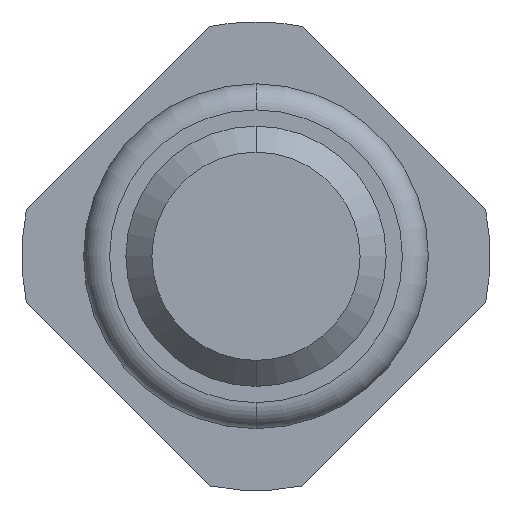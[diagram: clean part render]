
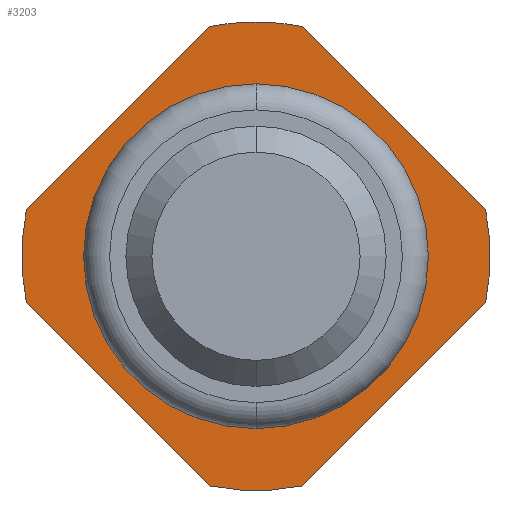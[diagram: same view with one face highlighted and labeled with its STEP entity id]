
A CAD part, front view. The second image highlights one B-rep face of the part: STEP entity #3203.
In plain terms, the highlighted planar face has unit normal (0, -1, 0).
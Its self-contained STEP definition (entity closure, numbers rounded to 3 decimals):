
#27 = VERTEX_POINT ( 'NONE', #2938 ) ;
#56 = EDGE_CURVE ( 'Defeature ausgef�hrt3_2+Defeature ausgef�hrt3_0+Defeature ausgef�hrt3_17+Defeature ausgef�hrt3_18', #352, #27, #3343, .T. ) ;
#137 = AXIS2_PLACEMENT_3D ( 'NONE', #268, #2110, #2094 ) ;
#139 = CARTESIAN_POINT ( 'NONE',  ( 0.357, -2., -1.764 ) ) ;
#156 = EDGE_CURVE ( 'Defeature ausgef�hrt3_4+Defeature ausgef�hrt3_0+Defeature ausgef�hrt3_15+Defeature ausgef�hrt3_16', #1779, #1232, #3661, .T. ) ;
#160 = DIRECTION ( 'NONE',  ( 0., 0., 1. ) ) ;
#193 = DIRECTION ( 'NONE',  ( 0., 0., 1. ) ) ;
#221 = DIRECTION ( 'NONE',  ( 0., 1., 0. ) ) ;
#247 = FACE_BOUND ( 'NONE', #1356, .T. ) ;
#268 = CARTESIAN_POINT ( 'NONE',  ( 0., -2., 0. ) ) ;
#352 = VERTEX_POINT ( 'NONE', #1653 ) ;
#362 = ORIENTED_EDGE ( 'NONE', *, *, #2944, .F. ) ;
#371 = DIRECTION ( 'NONE',  ( 0.707, 0., -0.707 ) ) ;
#448 = DIRECTION ( 'NONE',  ( 0., 0., 1. ) ) ;
#451 = PLANE ( 'NONE',  #3803 ) ;
#480 = VECTOR ( 'NONE', #3921, 1000. ) ;
#485 = EDGE_CURVE ( 'Defeature ausgef�hrt3_3+Defeature ausgef�hrt3_0+Defeature ausgef�hrt3_16+Defeature ausgef�hrt3_17', #1769, #2347, #3516, .T. ) ;
#527 = CARTESIAN_POINT ( 'NONE',  ( -0.161, -2., -1.961 ) ) ;
#633 = VECTOR ( 'NONE', #371, 1000. ) ;
#647 = EDGE_CURVE ( 'Defeature ausgef�hrt3_17+Defeature ausgef�hrt3_0+Defeature ausgef�hrt3_3+Defeature ausgef�hrt3_2', #2347, #352, #2082, .T. ) ;
#692 = AXIS2_PLACEMENT_3D ( 'NONE', #708, #1985, #2877 ) ;
#708 = CARTESIAN_POINT ( 'NONE',  ( 0., -2., 0. ) ) ;
#753 = ORIENTED_EDGE ( 'NONE', *, *, #156, .F. ) ;
#809 = DIRECTION ( 'NONE',  ( 0.707, 0., 0.707 ) ) ;
#886 = ORIENTED_EDGE ( 'NONE', *, *, #56, .F. ) ;
#899 = CARTESIAN_POINT ( 'NONE',  ( -1.764, -2., 0.357 ) ) ;
#930 = EDGE_CURVE ( 'Defeature ausgef�hrt3_2+Defeature ausgef�hrt3_0+Defeature ausgef�hrt3_17+Defeature ausgef�hrt3_18', #27, #1614, #3380, .T. ) ;
#957 = CIRCLE ( 'NONE', #2435, 1.325 ) ;
#992 = VERTEX_POINT ( 'NONE', #1331 ) ;
#1066 = DIRECTION ( 'NONE',  ( -0.707, 0., -0.707 ) ) ;
#1092 = DIRECTION ( 'NONE',  ( 0., 1., 0. ) ) ;
#1127 = EDGE_CURVE ( 'Defeature ausgef�hrt3_0+Defeature ausgef�hrt3_12+Defeature ausgef�hrt3_12+Defeature ausgef�hrt3_12', #992, #3271, #957, .T. ) ;
#1150 = DIRECTION ( 'NONE',  ( 0., 0., 1. ) ) ;
#1232 = VERTEX_POINT ( 'NONE', #1462 ) ;
#1331 = CARTESIAN_POINT ( 'NONE',  ( 0., -2., -1.325 ) ) ;
#1354 = CIRCLE ( 'NONE', #2909, 1.325 ) ;
#1356 = EDGE_LOOP ( 'NONE', ( #2582, #1784 ) ) ;
#1362 = CARTESIAN_POINT ( 'NONE',  ( 1.961, -2., -0.161 ) ) ;
#1390 = CARTESIAN_POINT ( 'NONE',  ( 0., -2., 0. ) ) ;
#1417 = VERTEX_POINT ( 'NONE', #3941 ) ;
#1462 = CARTESIAN_POINT ( 'NONE',  ( -0.357, -2., -1.764 ) ) ;
#1517 = VECTOR ( 'NONE', #1066, 1000. ) ;
#1595 = DIRECTION ( 'NONE',  ( 0., 0., 1. ) ) ;
#1610 = ORIENTED_EDGE ( 'NONE', *, *, #1894, .F. ) ;
#1614 = VERTEX_POINT ( 'NONE', #1861 ) ;
#1632 = CARTESIAN_POINT ( 'NONE',  ( 0., -2., 1.325 ) ) ;
#1642 = DIRECTION ( 'NONE',  ( 0., 1., 0. ) ) ;
#1653 = CARTESIAN_POINT ( 'NONE',  ( -0.357, -2., 1.764 ) ) ;
#1681 = DIRECTION ( 'NONE',  ( 0., 0., 1. ) ) ;
#1721 = ORIENTED_EDGE ( 'NONE', *, *, #647, .F. ) ;
#1731 = AXIS2_PLACEMENT_3D ( 'NONE', #3012, #2983, #1150 ) ;
#1769 = VERTEX_POINT ( 'NONE', #3166 ) ;
#1779 = VERTEX_POINT ( 'NONE', #139 ) ;
#1784 = ORIENTED_EDGE ( 'NONE', *, *, #1127, .T. ) ;
#1861 = CARTESIAN_POINT ( 'NONE',  ( 0.357, -2., 1.764 ) ) ;
#1894 = EDGE_CURVE ( 'Defeature ausgef�hrt3_16+Defeature ausgef�hrt3_0+Defeature ausgef�hrt3_4+Defeature ausgef�hrt3_3', #1232, #1769, #3345, .T. ) ;
#1985 = DIRECTION ( 'NONE',  ( 0., 1., 0. ) ) ;
#1999 = DIRECTION ( 'NONE',  ( 0., 1., 0. ) ) ;
#2020 = VERTEX_POINT ( 'NONE', #3037 ) ;
#2082 = LINE ( 'NONE', #3870, #3187 ) ;
#2094 = DIRECTION ( 'NONE',  ( 0., 0., 1. ) ) ;
#2110 = DIRECTION ( 'NONE',  ( 0., 1., 0. ) ) ;
#2316 = CARTESIAN_POINT ( 'NONE',  ( 0., -2., 0. ) ) ;
#2347 = VERTEX_POINT ( 'NONE', #899 ) ;
#2422 = ORIENTED_EDGE ( 'NONE', *, *, #3389, .F. ) ;
#2435 = AXIS2_PLACEMENT_3D ( 'NONE', #2316, #1999, #448 ) ;
#2489 = LINE ( 'NONE', #3451, #633 ) ;
#2582 = ORIENTED_EDGE ( 'NONE', *, *, #3908, .T. ) ;
#2651 = AXIS2_PLACEMENT_3D ( 'NONE', #3561, #221, #193 ) ;
#2711 = CIRCLE ( 'NONE', #692, 1.8 ) ;
#2877 = DIRECTION ( 'NONE',  ( 0., 0., 1. ) ) ;
#2909 = AXIS2_PLACEMENT_3D ( 'NONE', #3765, #1642, #1595 ) ;
#2926 = CARTESIAN_POINT ( 'NONE',  ( 1.8, -2., 0. ) ) ;
#2938 = CARTESIAN_POINT ( 'NONE',  ( 0., -2., 1.8 ) ) ;
#2944 = EDGE_CURVE ( 'Defeature ausgef�hrt3_1+Defeature ausgef�hrt3_0+Defeature ausgef�hrt3_18+Defeature ausgef�hrt3_15', #2020, #1417, #2711, .T. ) ;
#2983 = DIRECTION ( 'NONE',  ( 0., 1., 0. ) ) ;
#3012 = CARTESIAN_POINT ( 'NONE',  ( 0., -2., 0. ) ) ;
#3037 = CARTESIAN_POINT ( 'NONE',  ( 1.764, -2., 0.357 ) ) ;
#3166 = CARTESIAN_POINT ( 'NONE',  ( -1.764, -2., -0.357 ) ) ;
#3187 = VECTOR ( 'NONE', #809, 1000. ) ;
#3203 = ADVANCED_FACE ( 'Defeature ausgef�hrt3_0', ( #247, #3399 ), #451, .F. ) ;
#3212 = EDGE_CURVE ( 'Defeature ausgef�hrt3_15+Defeature ausgef�hrt3_0+Defeature ausgef�hrt3_1+Defeature ausgef�hrt3_4', #1417, #1779, #3951, .T. ) ;
#3244 = DIRECTION ( 'NONE',  ( 0., 1., 0. ) ) ;
#3264 = AXIS2_PLACEMENT_3D ( 'NONE', #1390, #3244, #1681 ) ;
#3271 = VERTEX_POINT ( 'NONE', #1632 ) ;
#3343 = CIRCLE ( 'NONE', #2651, 1.8 ) ;
#3345 = LINE ( 'NONE', #527, #480 ) ;
#3380 = CIRCLE ( 'NONE', #1731, 1.8 ) ;
#3389 = EDGE_CURVE ( 'Defeature ausgef�hrt3_18+Defeature ausgef�hrt3_0+Defeature ausgef�hrt3_2+Defeature ausgef�hrt3_1', #1614, #2020, #2489, .T. ) ;
#3397 = ORIENTED_EDGE ( 'NONE', *, *, #3212, .F. ) ;
#3399 = FACE_OUTER_BOUND ( 'NONE', #3752, .T. ) ;
#3451 = CARTESIAN_POINT ( 'NONE',  ( 1.961, -2., 0.161 ) ) ;
#3516 = CIRCLE ( 'NONE', #3264, 1.8 ) ;
#3555 = ORIENTED_EDGE ( 'NONE', *, *, #485, .F. ) ;
#3561 = CARTESIAN_POINT ( 'NONE',  ( 0., -2., 0. ) ) ;
#3661 = CIRCLE ( 'NONE', #137, 1.8 ) ;
#3752 = EDGE_LOOP ( 'NONE', ( #2422, #3912, #886, #1721, #3555, #1610, #753, #3397, #362 ) ) ;
#3765 = CARTESIAN_POINT ( 'NONE',  ( 0., -2., 0. ) ) ;
#3803 = AXIS2_PLACEMENT_3D ( 'NONE', #2926, #1092, #160 ) ;
#3870 = CARTESIAN_POINT ( 'NONE',  ( -0.161, -2., 1.961 ) ) ;
#3908 = EDGE_CURVE ( 'Defeature ausgef�hrt3_0+Defeature ausgef�hrt3_12+Defeature ausgef�hrt3_12+Defeature ausgef�hrt3_12', #3271, #992, #1354, .T. ) ;
#3912 = ORIENTED_EDGE ( 'NONE', *, *, #930, .F. ) ;
#3921 = DIRECTION ( 'NONE',  ( -0.707, 0., 0.707 ) ) ;
#3941 = CARTESIAN_POINT ( 'NONE',  ( 1.764, -2., -0.357 ) ) ;
#3951 = LINE ( 'NONE', #1362, #1517 ) ;
